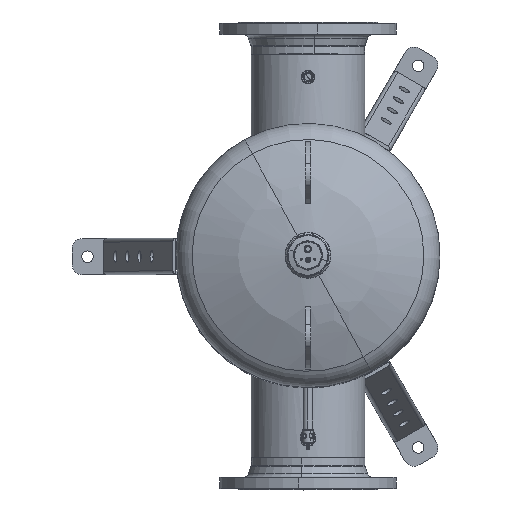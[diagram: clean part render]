
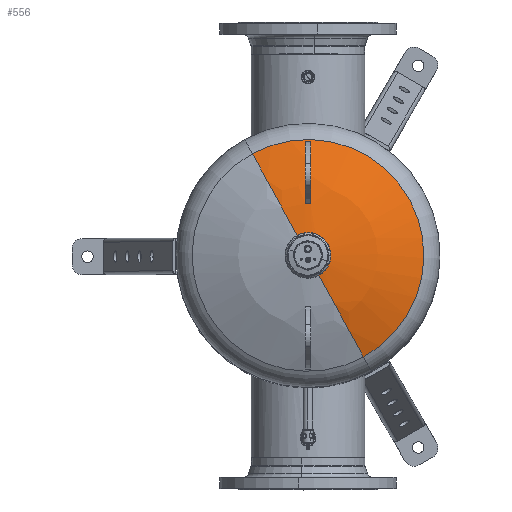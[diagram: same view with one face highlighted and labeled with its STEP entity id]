
A CAD part, top view. The second image highlights one B-rep face of the part: STEP entity #556.
In plain terms, the highlighted spherical face has radius 501.7 mm.
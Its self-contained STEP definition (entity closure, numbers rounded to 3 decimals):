
#371=CARTESIAN_POINT('Vertex',(106.901,-195.681,854.026)) ;
#378=CARTESIAN_POINT('Vertex',(-106.901,195.681,854.026)) ;
#394=CARTESIAN_POINT('Axis2P3D Location',(0.,0.,404.6)) ;
#399=CARTESIAN_POINT('Axis2P3D Location',(0.,0.,404.6)) ;
#403=CARTESIAN_POINT('Vertex',(-19.711,36.081,904.612)) ;
#406=CARTESIAN_POINT('Axis2P3D Location',(0.,0.,404.6)) ;
#410=CARTESIAN_POINT('Vertex',(19.711,-36.081,904.612)) ;
#486=CARTESIAN_POINT('Axis2P3D Location',(0.,0.,854.026)) ;
#491=CARTESIAN_POINT('Axis2P3D Location',(0.,0.,904.612)) ;
#503=CARTESIAN_POINT('Control Point',(-5.,219.643,855.638)) ;
#504=CARTESIAN_POINT('Control Point',(-1.666,219.64,855.676)) ;
#505=CARTESIAN_POINT('Control Point',(1.666,219.64,855.676)) ;
#506=CARTESIAN_POINT('Control Point',(5.,219.643,855.638)) ;
#507=CARTESIAN_POINT('Vertex',(-5.,219.643,855.638)) ;
#509=CARTESIAN_POINT('Vertex',(5.,219.643,855.638)) ;
#513=CARTESIAN_POINT('Control Point',(5.,98.979,896.414)) ;
#514=CARTESIAN_POINT('Control Point',(5.,107.148,894.77)) ;
#515=CARTESIAN_POINT('Control Point',(5.,115.333,892.946)) ;
#516=CARTESIAN_POINT('Control Point',(5.,123.497,890.946)) ;
#517=CARTESIAN_POINT('Control Point',(5.,137.228,887.275)) ;
#518=CARTESIAN_POINT('Control Point',(5.,150.843,883.113)) ;
#519=CARTESIAN_POINT('Control Point',(5.,156.371,881.335)) ;
#520=CARTESIAN_POINT('Control Point',(5.,172.613,875.851)) ;
#521=CARTESIAN_POINT('Control Point',(5.,188.625,869.672)) ;
#522=CARTESIAN_POINT('Control Point',(5.,199.095,865.287)) ;
#523=CARTESIAN_POINT('Control Point',(5.,209.439,860.607)) ;
#524=CARTESIAN_POINT('Control Point',(5.,219.643,855.638)) ;
#525=CARTESIAN_POINT('Vertex',(5.,98.979,896.414)) ;
#529=CARTESIAN_POINT('Control Point',(-5.,98.979,896.414)) ;
#530=CARTESIAN_POINT('Control Point',(-1.662,98.991,896.446)) ;
#531=CARTESIAN_POINT('Control Point',(1.662,98.991,896.446)) ;
#532=CARTESIAN_POINT('Control Point',(5.,98.979,896.414)) ;
#533=CARTESIAN_POINT('Vertex',(-5.,98.979,896.414)) ;
#537=CARTESIAN_POINT('Control Point',(-5.,98.979,896.414)) ;
#538=CARTESIAN_POINT('Control Point',(-5.,107.148,894.77)) ;
#539=CARTESIAN_POINT('Control Point',(-5.,115.333,892.946)) ;
#540=CARTESIAN_POINT('Control Point',(-5.,123.497,890.946)) ;
#541=CARTESIAN_POINT('Control Point',(-5.,137.228,887.275)) ;
#542=CARTESIAN_POINT('Control Point',(-5.,150.843,883.113)) ;
#543=CARTESIAN_POINT('Control Point',(-5.,156.371,881.335)) ;
#544=CARTESIAN_POINT('Control Point',(-5.,172.613,875.851)) ;
#545=CARTESIAN_POINT('Control Point',(-5.,188.625,869.672)) ;
#546=CARTESIAN_POINT('Control Point',(-5.,199.095,865.287)) ;
#547=CARTESIAN_POINT('Control Point',(-5.,209.439,860.607)) ;
#548=CARTESIAN_POINT('Control Point',(-5.,219.643,855.638)) ;
#395=DIRECTION('Axis2P3D Direction',(-0.,0.,1.)) ;
#396=DIRECTION('Axis2P3D XDirection',(-0.479,0.878,0.)) ;
#400=DIRECTION('Axis2P3D Direction',(0.878,0.479,-0.)) ;
#407=DIRECTION('Axis2P3D Direction',(-0.878,-0.479,0.)) ;
#487=DIRECTION('Axis2P3D Direction',(-0.,0.,1.)) ;
#492=DIRECTION('Axis2P3D Direction',(-0.,0.,1.)) ;
#397=AXIS2_PLACEMENT_3D('Sphere Axis2P3D',#394,#395,#396) ;
#401=AXIS2_PLACEMENT_3D('Circle Axis2P3D',#399,#400,$) ;
#408=AXIS2_PLACEMENT_3D('Circle Axis2P3D',#406,#407,$) ;
#488=AXIS2_PLACEMENT_3D('Circle Axis2P3D',#486,#487,$) ;
#493=AXIS2_PLACEMENT_3D('Circle Axis2P3D',#491,#492,$) ;
#402=CIRCLE('generated circle',#401,501.7) ;
#409=CIRCLE('generated circle',#408,501.7) ;
#489=CIRCLE('generated circle',#488,222.978) ;
#494=CIRCLE('generated circle',#493,41.115) ;
#398=SPHERICAL_SURFACE('',#397,501.7) ;
#555=FACE_BOUND('',#550,.T.) ;
#405=EDGE_CURVE('',#379,#404,#402,.T.) ;
#412=EDGE_CURVE('',#372,#411,#409,.T.) ;
#490=EDGE_CURVE('',#372,#379,#489,.T.) ;
#495=EDGE_CURVE('',#411,#404,#494,.T.) ;
#511=EDGE_CURVE('',#508,#510,#502,.T.) ;
#527=EDGE_CURVE('',#526,#510,#512,.T.) ;
#535=EDGE_CURVE('',#534,#526,#528,.T.) ;
#549=EDGE_CURVE('',#534,#508,#536,.T.) ;
#497=ORIENTED_EDGE('',*,*,#412,.F.) ;
#498=ORIENTED_EDGE('',*,*,#490,.T.) ;
#499=ORIENTED_EDGE('',*,*,#405,.T.) ;
#500=ORIENTED_EDGE('',*,*,#495,.F.) ;
#551=ORIENTED_EDGE('',*,*,#511,.T.) ;
#552=ORIENTED_EDGE('',*,*,#527,.F.) ;
#553=ORIENTED_EDGE('',*,*,#535,.F.) ;
#554=ORIENTED_EDGE('',*,*,#549,.T.) ;
#496=EDGE_LOOP('',(#497,#498,#499,#500)) ;
#550=EDGE_LOOP('',(#551,#552,#553,#554)) ;
#372=VERTEX_POINT('',#371) ;
#379=VERTEX_POINT('',#378) ;
#404=VERTEX_POINT('',#403) ;
#411=VERTEX_POINT('',#410) ;
#508=VERTEX_POINT('',#507) ;
#510=VERTEX_POINT('',#509) ;
#526=VERTEX_POINT('',#525) ;
#534=VERTEX_POINT('',#533) ;
#556=ADVANCED_FACE('PartBody',(#501,#555),#398,.T.) ;
#502=B_SPLINE_CURVE_WITH_KNOTS('',3,(#503,#504,#505,#506),.UNSPECIFIED.,.F.,.U.,(4,4),(0.,24.931),.UNSPECIFIED.) ;
#512=B_SPLINE_CURVE_WITH_KNOTS('',5,(#513,#514,#515,#516,#517,#518,#519,#520,#521,#522,#523,#524),.UNSPECIFIED.,.F.,.U.,(6,3,3,6),(13.057,72.854,113.997,194.287),.UNSPECIFIED.) ;
#528=B_SPLINE_CURVE_WITH_KNOTS('',3,(#529,#530,#531,#532),.UNSPECIFIED.,.F.,.U.,(4,4),(0.,51.622),.UNSPECIFIED.) ;
#536=B_SPLINE_CURVE_WITH_KNOTS('',5,(#537,#538,#539,#540,#541,#542,#543,#544,#545,#546,#547,#548),.UNSPECIFIED.,.F.,.U.,(6,3,3,6),(13.057,72.854,113.997,194.287),.UNSPECIFIED.) ;
#501=FACE_OUTER_BOUND('',#496,.T.) ;
